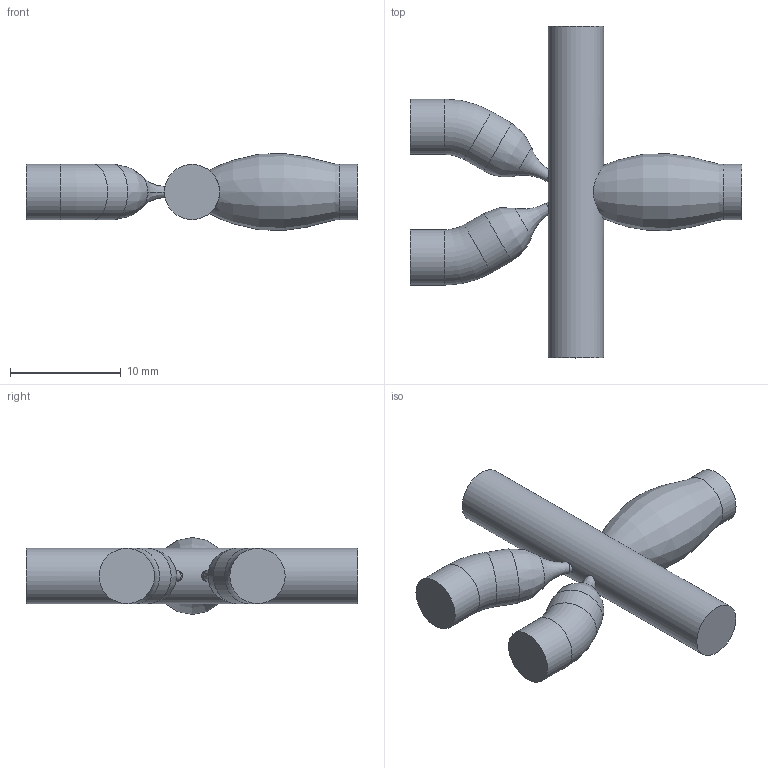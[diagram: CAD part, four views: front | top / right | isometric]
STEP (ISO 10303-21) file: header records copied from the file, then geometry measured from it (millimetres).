
FILE_DESCRIPTION(/* description */ (''),/* implementation_level */ '2;1');
FILE_NAME(/* name */ 'Logic-OR-Pipe.step',/* time_stamp */ '2022-04-06T18:21:08+01:00',/* author */ (''),/* organization */ (''),/* preprocessor_version */ 'ST-DEVELOPER v18.1',/* originating_system */ 'Autodesk Translation Framework v10.13.0.1454',/* authorisation */ '');
FILE_SCHEMA (('AUTOMOTIVE_DESIGN { 1 0 10303 214 3 1 1 }'));
Length unit declared in the file: millimetre
Products named in the file (2): OR_pipe; logic gate or v4
Assembly tree (1 placements, depth 2):
  OR_pipe
    logic gate or v4
Bounding box: 30 x 30 x 6.94 mm (x, y, z)
Volume: 1381.8 mm3; surface area: 1173.4 mm2
Topology: 1 solids, 1 shells, 21 faces, 58 edges, 40 vertices
Faces by surface type: cylinder 8, bspline 5, plane 5, torus 3
Full cylindrical faces by diameter (mm): 5 x6
Entity records: 1205 total; most frequent: CARTESIAN_POINT 639, ORIENTED_EDGE 116, DIRECTION 106, EDGE_CURVE 58, AXIS2_PLACEMENT_3D 49, VERTEX_POINT 40, CIRCLE 30, EDGE_LOOP 22
